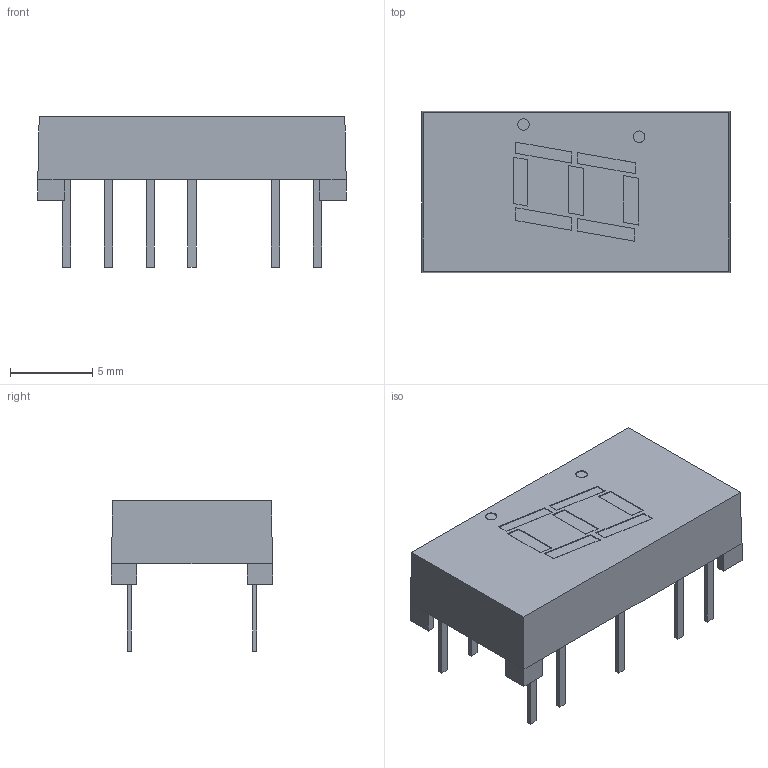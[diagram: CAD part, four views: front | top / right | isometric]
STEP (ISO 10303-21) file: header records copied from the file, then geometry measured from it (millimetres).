
FILE_DESCRIPTION(/* description */ (''),/* implementation_level */ '2;1');
FILE_NAME(/* name */ 'MAN74A v3.step',/* time_stamp */ '2022-07-15T00:07:33-06:00',/* author */ (''),/* organization */ (''),/* preprocessor_version */ 'ST-DEVELOPER v19',/* originating_system */ 'Autodesk Translation Framework v11.7.0.108',/* authorisation */ '');
FILE_SCHEMA (('AUTOMOTIVE_DESIGN { 1 0 10303 214 3 1 1 }'));
Length unit declared in the file: millimetre
Products named in the file (1): MAN74A
Bounding box: 18.75 x 9.8 x 9.14 mm (x, y, z)
Volume: 703.7 mm3; surface area: 695.2 mm2
Topology: 1 solids, 1 shells, 123 faces, 294 edges, 192 vertices
Faces by surface type: plane 121, cylinder 2
Full cylindrical faces by diameter (mm): 0.7 x2
Entity records: 3619 total; most frequent: CARTESIAN_POINT 610, ORIENTED_EDGE 588, DIRECTION 546, EDGE_CURVE 294, LINE 290, VECTOR 290, VERTEX_POINT 192, EDGE_LOOP 142
